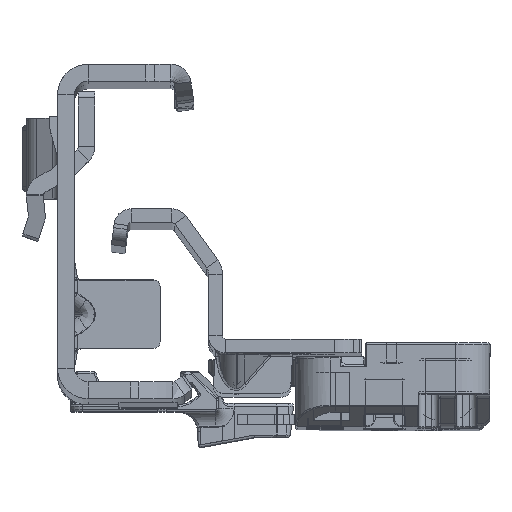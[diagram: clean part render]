
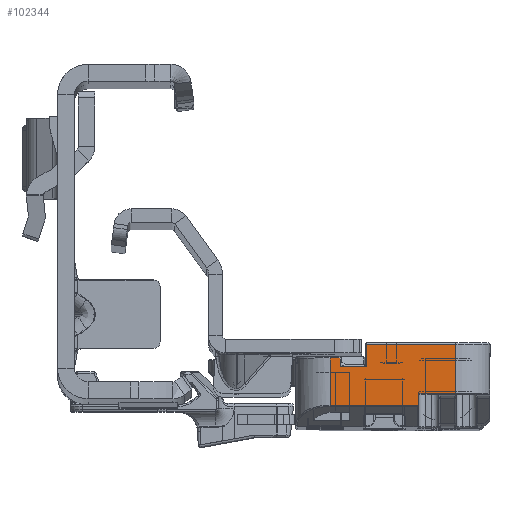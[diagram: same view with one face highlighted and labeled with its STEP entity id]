
A CAD part, top view. The second image highlights one B-rep face of the part: STEP entity #102344.
In plain terms, the highlighted face is planar.
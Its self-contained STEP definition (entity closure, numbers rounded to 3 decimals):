
#1930 = DIRECTION ( 'NONE',  ( 1., 0., 0. ) ) ;
#1986 = EDGE_CURVE ( 'NONE', #38617, #101261, #28928, .T. ) ;
#5341 = VECTOR ( 'NONE', #34018, 1000. ) ;
#6331 = CARTESIAN_POINT ( 'NONE',  ( -13.7, 2.1, -284.5 ) ) ;
#6910 = CARTESIAN_POINT ( 'NONE',  ( -8.3, -5.2, -284.5 ) ) ;
#9607 = VECTOR ( 'NONE', #97170, 1000. ) ;
#9831 = CARTESIAN_POINT ( 'NONE',  ( -8.5, -5., -284.5 ) ) ;
#10383 = EDGE_CURVE ( 'NONE', #93233, #79669, #17644, .T. ) ;
#10998 = DIRECTION ( 'NONE',  ( 0., -1., 0. ) ) ;
#11550 = ORIENTED_EDGE ( 'NONE', *, *, #56295, .F. ) ;
#11623 = LINE ( 'NONE', #97258, #12458 ) ;
#11817 = CARTESIAN_POINT ( 'NONE',  ( 3.15, -1.15, -284.5 ) ) ;
#12226 = VECTOR ( 'NONE', #125899, 1000. ) ;
#12458 = VECTOR ( 'NONE', #10998, 1000. ) ;
#16365 = CARTESIAN_POINT ( 'NONE',  ( -0.75, -1.15, -284.5 ) ) ;
#17093 = EDGE_CURVE ( 'NONE', #67156, #38130, #64892, .T. ) ;
#17294 = CARTESIAN_POINT ( 'NONE',  ( -8.3, -5., -284.5 ) ) ;
#17644 = CIRCLE ( 'NONE', #34076, 0.2 ) ;
#18075 = CARTESIAN_POINT ( 'NONE',  ( 3.15, 0.1, -284.5 ) ) ;
#18838 = CARTESIAN_POINT ( 'NONE',  ( 4.6, 0.1, -284.5 ) ) ;
#19821 = EDGE_CURVE ( 'NONE', #101261, #112744, #79008, .T. ) ;
#20000 = VERTEX_POINT ( 'NONE', #45486 ) ;
#20369 = EDGE_CURVE ( 'NONE', #20000, #98838, #95956, .T. ) ;
#20468 = CARTESIAN_POINT ( 'NONE',  ( -0.7, 2.1, -284.5 ) ) ;
#21887 = FACE_OUTER_BOUND ( 'NONE', #82922, .T. ) ;
#22581 = EDGE_CURVE ( 'NONE', #38130, #94907, #28348, .T. ) ;
#24660 =( BOUNDED_CURVE ( )  B_SPLINE_CURVE ( 3, ( #61741, #89468, #43058, #121613 ),
 .UNSPECIFIED., .F., .F. ) 
 B_SPLINE_CURVE_WITH_KNOTS ( ( 4, 4 ),
 ( 1.047, 1.571 ),
 .UNSPECIFIED. ) 
 CURVE ( )  GEOMETRIC_REPRESENTATION_ITEM ( )  RATIONAL_B_SPLINE_CURVE ( ( 1., 0.977, 0.977, 1. ) ) 
 REPRESENTATION_ITEM ( '' )  );
#26553 = VECTOR ( 'NONE', #77730, 1000. ) ;
#26597 = CARTESIAN_POINT ( 'NONE',  ( -8.3, -6.669, -284.5 ) ) ;
#27579 = LINE ( 'NONE', #17294, #26553 ) ;
#28139 = CARTESIAN_POINT ( 'NONE',  ( 3.15, 0.1, -284.5 ) ) ;
#28348 = LINE ( 'NONE', #18075, #55175 ) ;
#28928 = LINE ( 'NONE', #57912, #9607 ) ;
#29949 = AXIS2_PLACEMENT_3D ( 'NONE', #100396, #110691, #1930 ) ;
#30274 = PLANE ( 'NONE',  #29949 ) ;
#33544 = ORIENTED_EDGE ( 'NONE', *, *, #122396, .T. ) ;
#34018 = DIRECTION ( 'NONE',  ( 0., -1., 0. ) ) ;
#34076 = AXIS2_PLACEMENT_3D ( 'NONE', #58877, #80042, #70388 ) ;
#38130 = VERTEX_POINT ( 'NONE', #11817 ) ;
#38352 = LINE ( 'NONE', #116218, #12226 ) ;
#38617 = VERTEX_POINT ( 'NONE', #104902 ) ;
#40853 = EDGE_CURVE ( 'NONE', #44793, #79622, #24660, .T. ) ;
#43058 = CARTESIAN_POINT ( 'NONE',  ( -8.3, -6.71, -284.5 ) ) ;
#43464 = ORIENTED_EDGE ( 'NONE', *, *, #46169, .T. ) ;
#43850 = VECTOR ( 'NONE', #59731, 1000. ) ;
#44793 = VERTEX_POINT ( 'NONE', #63059 ) ;
#45486 = CARTESIAN_POINT ( 'NONE',  ( 4.6, -6.785, -284.5 ) ) ;
#46169 = EDGE_CURVE ( 'NONE', #20000, #44793, #100906, .T. ) ;
#52008 = CARTESIAN_POINT ( 'NONE',  ( -8.3, -6.785, -284.5 ) ) ;
#55175 = VECTOR ( 'NONE', #67578, 1000. ) ;
#56295 = EDGE_CURVE ( 'NONE', #93233, #79622, #90681, .T. ) ;
#57912 = CARTESIAN_POINT ( 'NONE',  ( -13.7, 2., -284.5 ) ) ;
#58877 = CARTESIAN_POINT ( 'NONE',  ( -8.5, -5.2, -284.5 ) ) ;
#59000 = VECTOR ( 'NONE', #91257, 1000. ) ;
#59204 = ORIENTED_EDGE ( 'NONE', *, *, #40853, .T. ) ;
#59731 = DIRECTION ( 'NONE',  ( 1., 0., 0. ) ) ;
#61741 = CARTESIAN_POINT ( 'NONE',  ( -8.273, -6.785, -284.5 ) ) ;
#62482 = VECTOR ( 'NONE', #115246, 1000. ) ;
#62579 = ORIENTED_EDGE ( 'NONE', *, *, #1986, .T. ) ;
#63059 = CARTESIAN_POINT ( 'NONE',  ( -8.273, -6.785, -284.5 ) ) ;
#64892 = LINE ( 'NONE', #66155, #102956 ) ;
#66155 = CARTESIAN_POINT ( 'NONE',  ( 19.8, -1.15, -284.5 ) ) ;
#67156 = VERTEX_POINT ( 'NONE', #16365 ) ;
#67578 = DIRECTION ( 'NONE',  ( 0., 1., 0. ) ) ;
#70388 = DIRECTION ( 'NONE',  ( 1., 0., 0. ) ) ;
#71338 = CARTESIAN_POINT ( 'NONE',  ( -8.3, 0., -284.5 ) ) ;
#71494 = CARTESIAN_POINT ( 'NONE',  ( -0.75, 2.1, -284.5 ) ) ;
#77433 = EDGE_CURVE ( 'NONE', #112744, #67156, #11623, .T. ) ;
#77730 = DIRECTION ( 'NONE',  ( 1., 0., 0. ) ) ;
#79008 = LINE ( 'NONE', #20468, #43850 ) ;
#79170 = ORIENTED_EDGE ( 'NONE', *, *, #121946, .F. ) ;
#79622 = VERTEX_POINT ( 'NONE', #26597 ) ;
#79669 = VERTEX_POINT ( 'NONE', #9831 ) ;
#80042 = DIRECTION ( 'NONE',  ( 0., 0., 1. ) ) ;
#82922 = EDGE_LOOP ( 'NONE', ( #126311, #114704, #33544, #120802, #43464, #59204, #11550, #90996, #79170, #62579, #99597, #99975 ) ) ;
#89468 = CARTESIAN_POINT ( 'NONE',  ( -8.291, -6.749, -284.5 ) ) ;
#90681 = LINE ( 'NONE', #71338, #5341 ) ;
#90996 = ORIENTED_EDGE ( 'NONE', *, *, #10383, .T. ) ;
#91257 = DIRECTION ( 'NONE',  ( -1., 0., 0. ) ) ;
#93233 = VERTEX_POINT ( 'NONE', #6910 ) ;
#94907 = VERTEX_POINT ( 'NONE', #28139 ) ;
#95159 = DIRECTION ( 'NONE',  ( 1., 0., 0. ) ) ;
#95956 = LINE ( 'NONE', #124292, #62482 ) ;
#97170 = DIRECTION ( 'NONE',  ( 0., 1., 0. ) ) ;
#97258 = CARTESIAN_POINT ( 'NONE',  ( -0.75, -0.9, -284.5 ) ) ;
#98838 = VERTEX_POINT ( 'NONE', #18838 ) ;
#99597 = ORIENTED_EDGE ( 'NONE', *, *, #19821, .T. ) ;
#99975 = ORIENTED_EDGE ( 'NONE', *, *, #77433, .T. ) ;
#100396 = CARTESIAN_POINT ( 'NONE',  ( 19.8, 2.6, -284.5 ) ) ;
#100906 = LINE ( 'NONE', #52008, #59000 ) ;
#101261 = VERTEX_POINT ( 'NONE', #6331 ) ;
#102344 = ADVANCED_FACE ( 'NONE', ( #21887 ), #30274, .F. ) ;
#102956 = VECTOR ( 'NONE', #95159, 1000. ) ;
#104902 = CARTESIAN_POINT ( 'NONE',  ( -13.7, -5., -284.5 ) ) ;
#110691 = DIRECTION ( 'NONE',  ( 0., 0., 1. ) ) ;
#112744 = VERTEX_POINT ( 'NONE', #71494 ) ;
#114704 = ORIENTED_EDGE ( 'NONE', *, *, #22581, .T. ) ;
#115246 = DIRECTION ( 'NONE',  ( 0., 1., 0. ) ) ;
#116218 = CARTESIAN_POINT ( 'NONE',  ( 4.6, 0.1, -284.5 ) ) ;
#120802 = ORIENTED_EDGE ( 'NONE', *, *, #20369, .F. ) ;
#121613 = CARTESIAN_POINT ( 'NONE',  ( -8.3, -6.669, -284.5 ) ) ;
#121946 = EDGE_CURVE ( 'NONE', #38617, #79669, #27579, .T. ) ;
#122396 = EDGE_CURVE ( 'NONE', #94907, #98838, #38352, .T. ) ;
#124292 = CARTESIAN_POINT ( 'NONE',  ( 4.6, -242.444, -284.5 ) ) ;
#125899 = DIRECTION ( 'NONE',  ( 1., 0., 0. ) ) ;
#126311 = ORIENTED_EDGE ( 'NONE', *, *, #17093, .T. ) ;
